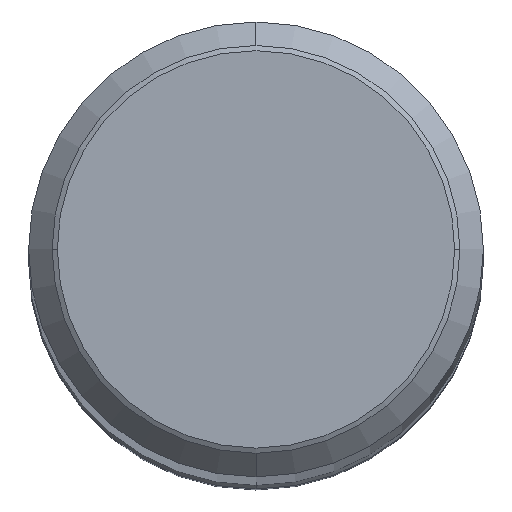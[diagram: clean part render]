
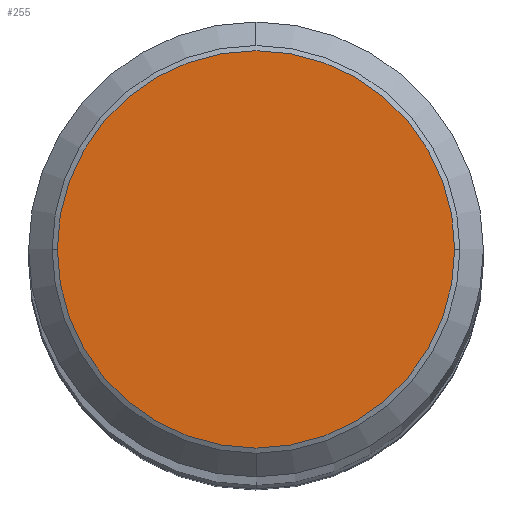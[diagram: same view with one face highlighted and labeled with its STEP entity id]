
A CAD part, top view. The second image highlights one B-rep face of the part: STEP entity #255.
In plain terms, the highlighted planar face has unit normal (0, 0, 1).
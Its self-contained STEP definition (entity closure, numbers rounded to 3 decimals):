
#181=EDGE_CURVE('',#205,#219,#383,.T.);
#189=EDGE_CURVE('',#219,#205,#391,.T.);
#205=VERTEX_POINT('',#408);
#219=VERTEX_POINT('',#423);
#255=ADVANCED_FACE('',(#462),#463,.T.);
#383=CIRCLE('',#603,13.105);
#391=CIRCLE('',#614,13.105);
#408=CARTESIAN_POINT('',(13.105,0.,458.75));
#423=CARTESIAN_POINT('',(-13.105,0.,458.75));
#462=FACE_OUTER_BOUND('',#711,.T.);
#463=PLANE('',#712);
#603=AXIS2_PLACEMENT_3D('',#890,#891,#892);
#614=AXIS2_PLACEMENT_3D('',#899,#900,#901);
#711=EDGE_LOOP('',(#972,#973));
#712=AXIS2_PLACEMENT_3D('',#974,#975,#976);
#890=CARTESIAN_POINT('',(0.,0.0,458.75));
#891=DIRECTION('',(0.0,0.0,1.0));
#892=DIRECTION('',(-1.0,0.,0.0));
#899=CARTESIAN_POINT('',(0.,0.0,458.75));
#900=DIRECTION('',(0.0,0.0,1.0));
#901=DIRECTION('',(-1.0,0.,0.0));
#972=ORIENTED_EDGE('',*,*,#189,.T.);
#973=ORIENTED_EDGE('',*,*,#181,.T.);
#974=CARTESIAN_POINT('',(0.,-6.625,458.75));
#975=DIRECTION('',(0.0,0.0,1.0));
#976=DIRECTION('',(0.,-1.0,0.0));
